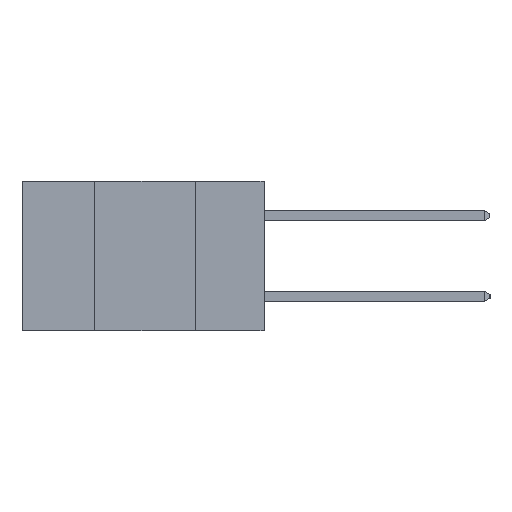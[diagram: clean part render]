
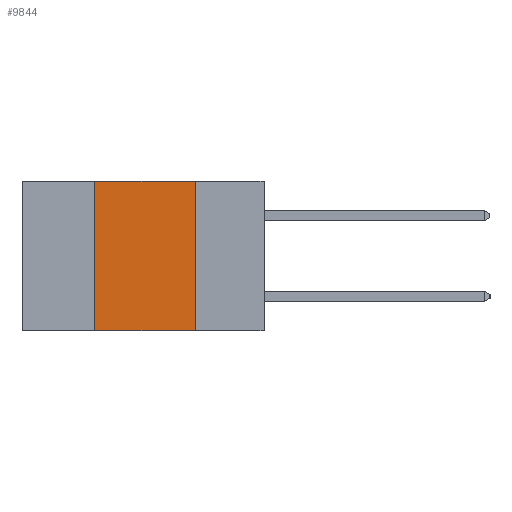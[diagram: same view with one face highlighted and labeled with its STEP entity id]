
A CAD part, left-side view. The second image highlights one B-rep face of the part: STEP entity #9844.
In plain terms, the highlighted planar face has unit normal (-1, 0, 0).
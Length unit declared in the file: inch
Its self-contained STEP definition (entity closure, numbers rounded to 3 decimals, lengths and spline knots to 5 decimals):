
#191 = CARTESIAN_POINT ( 'NONE',  ( 0., 0.17, 0. ) ) ;
#338 = EDGE_CURVE ( 'NONE', #4599, #1757, #1318, .T. ) ;
#557 = EDGE_CURVE ( 'NONE', #3481, #14941, #1854, .T. ) ;
#1056 = AXIS2_PLACEMENT_3D ( 'NONE', #11962, #11881, #11861 ) ;
#1318 = LINE ( 'NONE', #12833, #4124 ) ;
#1583 = DIRECTION ( 'NONE',  ( 0., -1., 0. ) ) ;
#1603 = CARTESIAN_POINT ( 'NONE',  ( 0., 0.6, -0.37 ) ) ;
#1757 = VERTEX_POINT ( 'NONE', #7581 ) ;
#1854 = LINE ( 'NONE', #5095, #7862 ) ;
#1969 = CARTESIAN_POINT ( 'NONE',  ( 0., 0.17, -0.37 ) ) ;
#2093 = DIRECTION ( 'NONE',  ( 0., -1., 0. ) ) ;
#3481 = VERTEX_POINT ( 'NONE', #191 ) ;
#4124 = VECTOR ( 'NONE', #9987, 39.37008 ) ;
#4599 = VERTEX_POINT ( 'NONE', #12994 ) ;
#4890 = VECTOR ( 'NONE', #2093, 39.37008 ) ;
#5095 = CARTESIAN_POINT ( 'NONE',  ( 0., 0.17, -0.37 ) ) ;
#6007 = LINE ( 'NONE', #1603, #8770 ) ;
#6219 = EDGE_LOOP ( 'NONE', ( #10995, #9996, #11664, #13294 ) ) ;
#7581 = CARTESIAN_POINT ( 'NONE',  ( 0., 0.42, 0. ) ) ;
#7862 = VECTOR ( 'NONE', #13598, 39.37008 ) ;
#8770 = VECTOR ( 'NONE', #1583, 39.37008 ) ;
#9214 = EDGE_CURVE ( 'NONE', #4599, #14941, #6007, .T. ) ;
#9844 = ADVANCED_FACE ( 'NONE', ( #10810 ), #11934, .F. ) ;
#9987 = DIRECTION ( 'NONE',  ( 0., 0., 1. ) ) ;
#9996 = ORIENTED_EDGE ( 'NONE', *, *, #12879, .F. ) ;
#10810 = FACE_OUTER_BOUND ( 'NONE', #6219, .T. ) ;
#10995 = ORIENTED_EDGE ( 'NONE', *, *, #557, .F. ) ;
#11068 = LINE ( 'NONE', #11434, #4890 ) ;
#11434 = CARTESIAN_POINT ( 'NONE',  ( 0., 0.6, 0. ) ) ;
#11664 = ORIENTED_EDGE ( 'NONE', *, *, #338, .F. ) ;
#11861 = DIRECTION ( 'NONE',  ( 0., 0., -1. ) ) ;
#11881 = DIRECTION ( 'NONE',  ( 1., 0., 0. ) ) ;
#11934 = PLANE ( 'NONE',  #1056 ) ;
#11962 = CARTESIAN_POINT ( 'NONE',  ( 0., 0.6, 0. ) ) ;
#12833 = CARTESIAN_POINT ( 'NONE',  ( 0., 0.42, -0.37 ) ) ;
#12879 = EDGE_CURVE ( 'NONE', #1757, #3481, #11068, .T. ) ;
#12994 = CARTESIAN_POINT ( 'NONE',  ( 0., 0.42, -0.37 ) ) ;
#13294 = ORIENTED_EDGE ( 'NONE', *, *, #9214, .T. ) ;
#13598 = DIRECTION ( 'NONE',  ( 0., 0., -1. ) ) ;
#14941 = VERTEX_POINT ( 'NONE', #1969 ) ;
